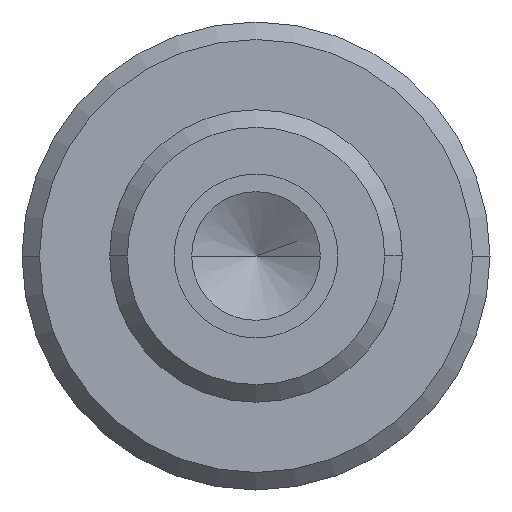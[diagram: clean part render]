
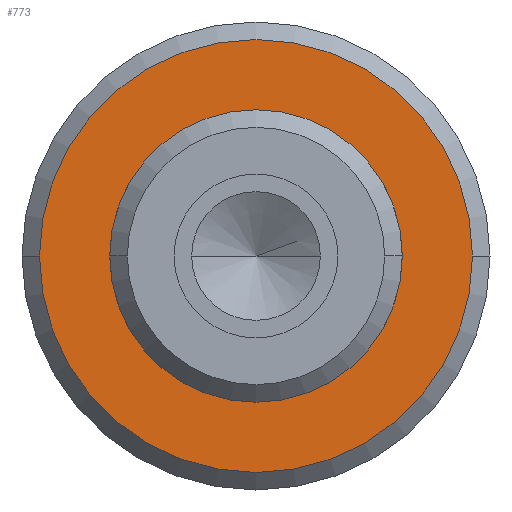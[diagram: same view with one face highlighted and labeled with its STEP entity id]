
A CAD part, left-side view. The second image highlights one B-rep face of the part: STEP entity #773.
In plain terms, the highlighted planar face has unit normal (-1, 0, 0).
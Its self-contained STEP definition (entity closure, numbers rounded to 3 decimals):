
#185=CARTESIAN_POINT('',(45.2,12.5,0.));
#186=VERTEX_POINT('',#185);
#193=CARTESIAN_POINT('',(45.2,-12.5,0.));
#194=VERTEX_POINT('',#193);
#195=CARTESIAN_POINT('',(45.2,0.,0.0));
#196=DIRECTION('',(-1.0,0.0,0.0));
#197=DIRECTION('',(0.0,-1.0,0.0));
#198=AXIS2_PLACEMENT_3D('',#195,#196,#197);
#199=CIRCLE('',#198,12.5);
#200=EDGE_CURVE('',#186,#194,#199,.T.);
#293=CARTESIAN_POINT('',(45.2,-18.5,0.));
#294=VERTEX_POINT('',#293);
#301=CARTESIAN_POINT('',(45.2,18.5,0.));
#302=VERTEX_POINT('',#301);
#303=CARTESIAN_POINT('',(45.2,0.0,0.0));
#304=DIRECTION('',(1.0,0.0,0.0));
#305=DIRECTION('',(0.0,-1.0,0.0));
#306=AXIS2_PLACEMENT_3D('',#303,#304,#305);
#307=CIRCLE('',#306,18.5);
#308=EDGE_CURVE('',#294,#302,#307,.T.);
#748=CARTESIAN_POINT('',(45.2,10.0,0.0));
#749=DIRECTION('',(-1.0,0.0,0.0));
#750=DIRECTION('',(0.0,0.0,1.0));
#751=AXIS2_PLACEMENT_3D('',#748,#749,#750);
#752=PLANE('',#751);
#753=CARTESIAN_POINT('',(45.2,0.0,0.0));
#754=DIRECTION('',(1.0,0.0,0.0));
#755=DIRECTION('',(0.0,-1.0,0.0));
#756=AXIS2_PLACEMENT_3D('',#753,#754,#755);
#757=CIRCLE('',#756,18.5);
#758=EDGE_CURVE('',#302,#294,#757,.T.);
#759=ORIENTED_EDGE('',*,*,#758,.F.);
#760=ORIENTED_EDGE('',*,*,#308,.F.);
#761=EDGE_LOOP('',(#759,#760));
#762=FACE_OUTER_BOUND('',#761,.T.);
#763=ORIENTED_EDGE('',*,*,#200,.F.);
#764=CARTESIAN_POINT('',(45.2,0.,0.0));
#765=DIRECTION('',(-1.0,0.0,0.0));
#766=DIRECTION('',(0.0,-1.0,0.0));
#767=AXIS2_PLACEMENT_3D('',#764,#765,#766);
#768=CIRCLE('',#767,12.5);
#769=EDGE_CURVE('',#194,#186,#768,.T.);
#770=ORIENTED_EDGE('',*,*,#769,.F.);
#771=EDGE_LOOP('',(#763,#770));
#772=FACE_BOUND('',#771,.T.);
#773=ADVANCED_FACE('',(#762,#772),#752,.T.);
